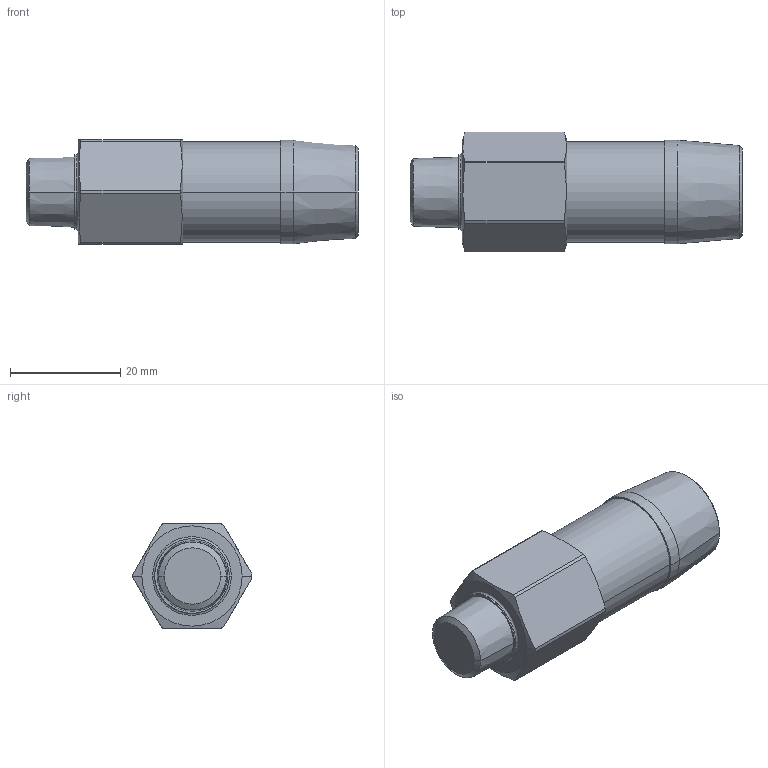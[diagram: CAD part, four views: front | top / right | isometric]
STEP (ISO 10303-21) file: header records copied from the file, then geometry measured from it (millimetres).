
FILE_DESCRIPTION (( 'STEP AP203' ), '1' );
FILE_NAME ('30961.STEP', '2019-05-16T18:05:36', ( 'IT' ), ( 'Microsoft' ), 'SwSTEP 2.0', 'SolidWorks 2018', '' );
FILE_SCHEMA (( 'CONFIG_CONTROL_DESIGN' ));
Length unit declared in the file: inch
Products named in the file (1): 30961
Bounding box: 60.3 x 21.77 x 19.05 mm (x, y, z)
Volume: 15148.6 mm3; surface area: 4028.3 mm2
Topology: 1 solids, 1 shells, 48 faces, 111 edges, 70 vertices
Faces by surface type: plane 19, cone 14, cylinder 13, torus 2
Entity records: 1498 total; most frequent: CARTESIAN_POINT 306, DIRECTION 245, ORIENTED_EDGE 222, EDGE_CURVE 111, AXIS2_PLACEMENT_3D 97, VERTEX_POINT 70, EDGE_LOOP 53, VECTOR 51
